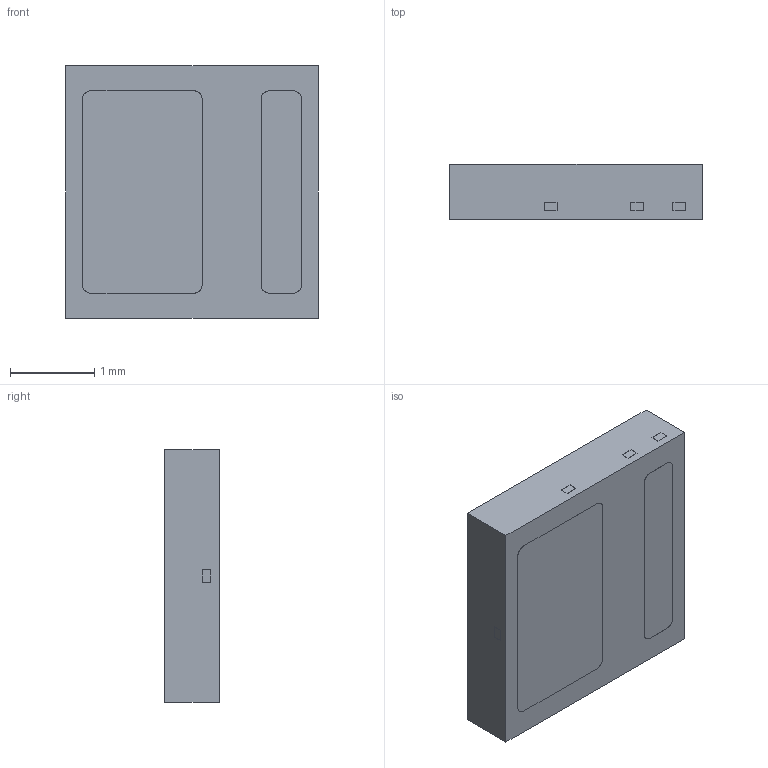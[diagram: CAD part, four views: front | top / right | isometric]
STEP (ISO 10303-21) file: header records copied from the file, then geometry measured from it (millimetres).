
FILE_DESCRIPTION (( 'STEP AP214' ), '1' );
FILE_NAME ('MP-3030-120H-22-80.STEP', '2022-06-03T19:13:11', ( '' ), ( '' ), 'SwSTEP 2.0', 'SolidWorks 2017', '' );
FILE_SCHEMA (( 'AUTOMOTIVE_DESIGN' ));
Length unit declared in the file: millimetre
Products named in the file (1): MP-3030-120H-22-80
Bounding box: 3 x 0.65 x 3 mm (x, y, z)
Volume: 5.4 mm3; surface area: 53.8 mm2
Topology: 12 solids, 12 shells, 147 faces, 336 edges, 224 vertices
Faces by surface type: plane 129, cone 10, bspline 8
Entity records: 5657 total; most frequent: CARTESIAN_POINT 892, ORIENTED_EDGE 672, DIRECTION 612, EDGE_CURVE 336, LINE 292, VECTOR 292, VERTEX_POINT 224, AXIS2_PLACEMENT_3D 160
